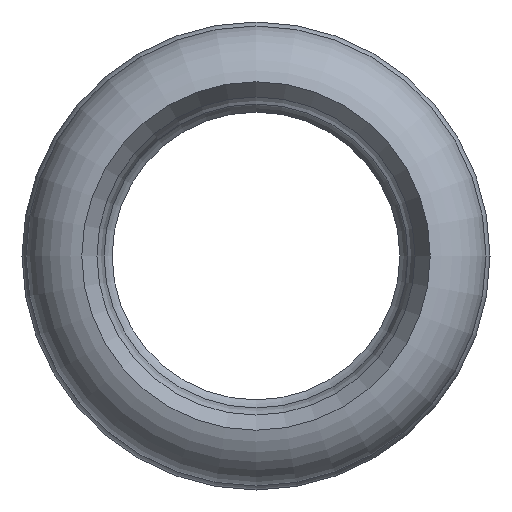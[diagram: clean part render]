
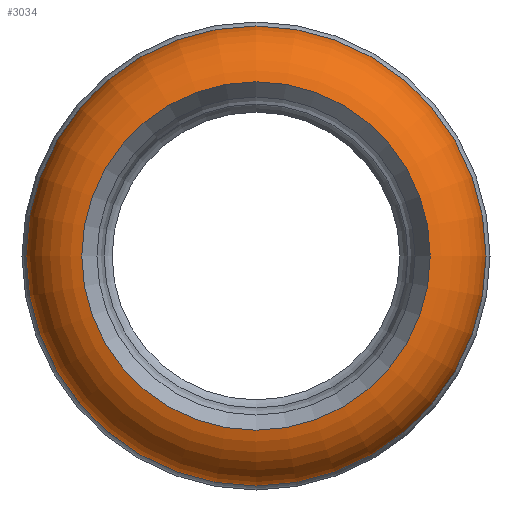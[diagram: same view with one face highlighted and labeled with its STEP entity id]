
A CAD part, left-side view. The second image highlights one B-rep face of the part: STEP entity #3034.
In plain terms, the highlighted toroidal (fillet/blend) face has major radius 8.008 mm and minor radius 3.346 mm.
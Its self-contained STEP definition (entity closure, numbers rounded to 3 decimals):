
#233=FACE_OUTER_BOUND('',#415,.T.);
#415=EDGE_LOOP('',(#1988,#1989,#1990,#1991,#1992,#1993,#1994,#1995));
#673=CIRCLE('',#3237,9.15);
#674=CIRCLE('',#3238,9.15);
#675=CIRCLE('',#3239,3.346);
#676=CIRCLE('',#3240,8.6);
#677=CIRCLE('',#3241,8.6);
#678=CIRCLE('',#3242,8.6);
#679=CIRCLE('',#3243,9.15);
#1132=VERTEX_POINT('',#5185);
#1133=VERTEX_POINT('',#5186);
#1134=VERTEX_POINT('',#5188);
#1135=VERTEX_POINT('',#5190);
#1136=VERTEX_POINT('',#5192);
#1137=VERTEX_POINT('',#5194);
#1507=EDGE_CURVE('',#1132,#1133,#673,.T.);
#1508=EDGE_CURVE('',#1133,#1134,#674,.T.);
#1509=EDGE_CURVE('',#1134,#1135,#675,.T.);
#1510=EDGE_CURVE('',#1136,#1135,#676,.T.);
#1511=EDGE_CURVE('',#1137,#1136,#677,.T.);
#1512=EDGE_CURVE('',#1135,#1137,#678,.T.);
#1513=EDGE_CURVE('',#1134,#1132,#679,.T.);
#1988=ORIENTED_EDGE('',*,*,#1507,.T.);
#1989=ORIENTED_EDGE('',*,*,#1508,.T.);
#1990=ORIENTED_EDGE('',*,*,#1509,.T.);
#1991=ORIENTED_EDGE('',*,*,#1510,.F.);
#1992=ORIENTED_EDGE('',*,*,#1511,.F.);
#1993=ORIENTED_EDGE('',*,*,#1512,.F.);
#1994=ORIENTED_EDGE('',*,*,#1509,.F.);
#1995=ORIENTED_EDGE('',*,*,#1513,.T.);
#2950=TOROIDAL_SURFACE('',#3236,8.008,3.346);
#3034=ADVANCED_FACE('',(#233),#2950,.T.);
#3236=AXIS2_PLACEMENT_3D('',#5184,#3879,#3880);
#3237=AXIS2_PLACEMENT_3D('',#5187,#3881,#3882);
#3238=AXIS2_PLACEMENT_3D('',#5189,#3883,#3884);
#3239=AXIS2_PLACEMENT_3D('',#5191,#3885,#3886);
#3240=AXIS2_PLACEMENT_3D('',#5193,#3887,#3888);
#3241=AXIS2_PLACEMENT_3D('',#5195,#3889,#3890);
#3242=AXIS2_PLACEMENT_3D('',#5196,#3891,#3892);
#3243=AXIS2_PLACEMENT_3D('',#5197,#3893,#3894);
#3879=DIRECTION('center_axis',(1.,0.,0.));
#3880=DIRECTION('ref_axis',(0.,0.,1.));
#3881=DIRECTION('center_axis',(-1.,0.,0.));
#3882=DIRECTION('ref_axis',(0.,-1.,0.));
#3883=DIRECTION('center_axis',(-1.,0.,0.));
#3884=DIRECTION('ref_axis',(0.,-1.,0.));
#3885=DIRECTION('center_axis',(0.,1.,0.));
#3886=DIRECTION('ref_axis',(0.,0.,-1.));
#3887=DIRECTION('center_axis',(-1.,0.,0.));
#3888=DIRECTION('ref_axis',(0.,-1.,0.));
#3889=DIRECTION('center_axis',(-1.,0.,0.));
#3890=DIRECTION('ref_axis',(0.,-1.,0.));
#3891=DIRECTION('center_axis',(-1.,0.,0.));
#3892=DIRECTION('ref_axis',(0.,-1.,0.));
#3893=DIRECTION('center_axis',(-1.,0.,0.));
#3894=DIRECTION('ref_axis',(0.,-1.,0.));
#5184=CARTESIAN_POINT('Origin',(-66.207,0.,0.));
#5185=CARTESIAN_POINT('',(-63.063,0.,9.15));
#5186=CARTESIAN_POINT('',(-63.063,9.15,0.));
#5187=CARTESIAN_POINT('Origin',(-63.063,0.,0.));
#5188=CARTESIAN_POINT('',(-63.063,0.,-9.15));
#5189=CARTESIAN_POINT('Origin',(-63.063,0.,0.));
#5190=CARTESIAN_POINT('',(-69.5,0.,-8.6));
#5191=CARTESIAN_POINT('Origin',(-66.207,0.,
-8.008));
#5192=CARTESIAN_POINT('',(-69.5,8.6,0.));
#5193=CARTESIAN_POINT('Origin',(-69.5,0.,0.));
#5194=CARTESIAN_POINT('',(-69.5,0.,8.6));
#5195=CARTESIAN_POINT('Origin',(-69.5,0.,0.));
#5196=CARTESIAN_POINT('Origin',(-69.5,0.,0.));
#5197=CARTESIAN_POINT('Origin',(-63.063,0.,0.));
